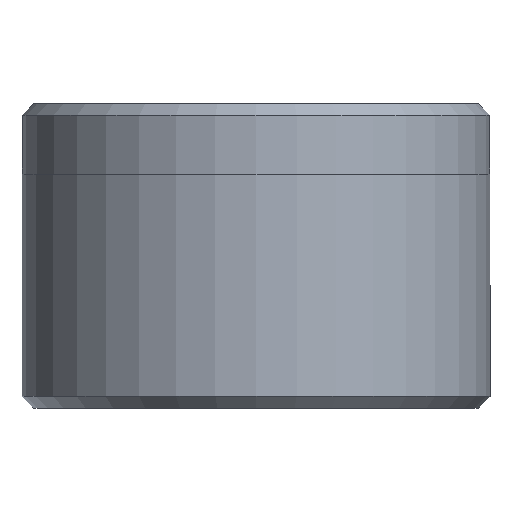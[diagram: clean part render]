
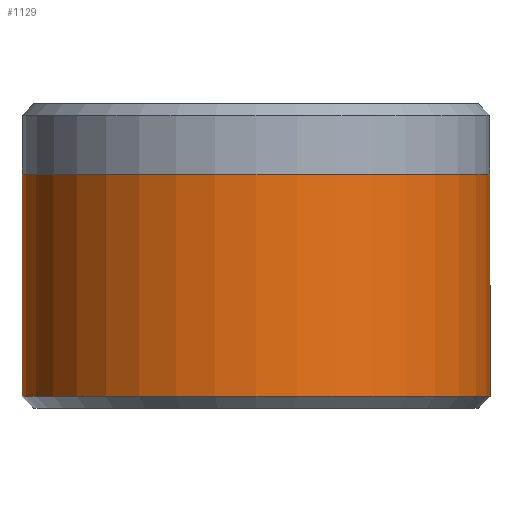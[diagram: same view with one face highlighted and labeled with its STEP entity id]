
A CAD part, front view. The second image highlights one B-rep face of the part: STEP entity #1129.
In plain terms, the highlighted cylindrical face has radius 10 mm (diameter 20 mm), a partial arc.
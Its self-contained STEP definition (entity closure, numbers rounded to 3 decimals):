
#36 = FACE_OUTER_BOUND ( 'NONE', #1595, .T. ) ;
#121 = VERTEX_POINT ( 'NONE', #251 ) ;
#143 = DIRECTION ( 'NONE',  ( 0., 0., 1. ) ) ;
#251 = CARTESIAN_POINT ( 'NONE',  ( -10., 0., 0.5 ) ) ;
#264 = EDGE_CURVE ( 'NONE', #566, #121, #1445, .T. ) ;
#347 = EDGE_CURVE ( 'NONE', #1057, #1401, #571, .T. ) ;
#359 = CARTESIAN_POINT ( 'NONE',  ( 0., 0., 0.5 ) ) ;
#453 = CARTESIAN_POINT ( 'NONE',  ( -10., 0., 13. ) ) ;
#498 = DIRECTION ( 'NONE',  ( 1., 0., 0. ) ) ;
#504 = CARTESIAN_POINT ( 'NONE',  ( 10., 0., 10. ) ) ;
#517 = CIRCLE ( 'NONE', #1647, 10. ) ;
#566 = VERTEX_POINT ( 'NONE', #917 ) ;
#571 = LINE ( 'NONE', #750, #1232 ) ;
#596 = CARTESIAN_POINT ( 'NONE',  ( 10., 0., 0.5 ) ) ;
#705 = DIRECTION ( 'NONE',  ( 0., 0., -1. ) ) ;
#750 = CARTESIAN_POINT ( 'NONE',  ( 10., 0., 13. ) ) ;
#754 = EDGE_CURVE ( 'NONE', #566, #1057, #517, .T. ) ;
#887 = CIRCLE ( 'NONE', #1546, 10. ) ;
#917 = CARTESIAN_POINT ( 'NONE',  ( -10., 0., 10. ) ) ;
#962 = CARTESIAN_POINT ( 'NONE',  ( 0., 0., 10. ) ) ;
#1013 = VECTOR ( 'NONE', #705, 1000. ) ;
#1035 = ORIENTED_EDGE ( 'NONE', *, *, #264, .T. ) ;
#1040 = ORIENTED_EDGE ( 'NONE', *, *, #347, .F. ) ;
#1057 = VERTEX_POINT ( 'NONE', #504 ) ;
#1075 = DIRECTION ( 'NONE',  ( -1., 0., 0. ) ) ;
#1083 = DIRECTION ( 'NONE',  ( 1., 0., 0. ) ) ;
#1129 = ADVANCED_FACE ( 'NONE', ( #36 ), #1657, .T. ) ;
#1217 = AXIS2_PLACEMENT_3D ( 'NONE', #1744, #1614, #1075 ) ;
#1232 = VECTOR ( 'NONE', #1290, 1000. ) ;
#1290 = DIRECTION ( 'NONE',  ( 0., 0., -1. ) ) ;
#1302 = DIRECTION ( 'NONE',  ( 0., 0., 1. ) ) ;
#1354 = ORIENTED_EDGE ( 'NONE', *, *, #1429, .T. ) ;
#1401 = VERTEX_POINT ( 'NONE', #596 ) ;
#1429 = EDGE_CURVE ( 'NONE', #121, #1401, #887, .T. ) ;
#1445 = LINE ( 'NONE', #453, #1013 ) ;
#1546 = AXIS2_PLACEMENT_3D ( 'NONE', #359, #1302, #498 ) ;
#1595 = EDGE_LOOP ( 'NONE', ( #1040, #1669, #1035, #1354 ) ) ;
#1614 = DIRECTION ( 'NONE',  ( 0., 0., -1. ) ) ;
#1647 = AXIS2_PLACEMENT_3D ( 'NONE', #962, #143, #1083 ) ;
#1657 = CYLINDRICAL_SURFACE ( 'NONE', #1217, 10. ) ;
#1669 = ORIENTED_EDGE ( 'NONE', *, *, #754, .F. ) ;
#1744 = CARTESIAN_POINT ( 'NONE',  ( 0., 0., 13. ) ) ;
